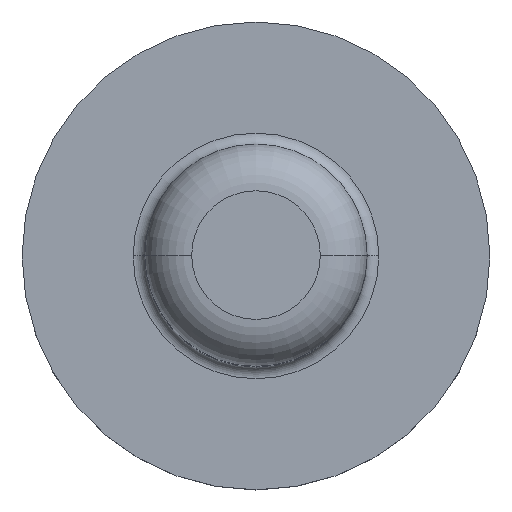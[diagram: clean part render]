
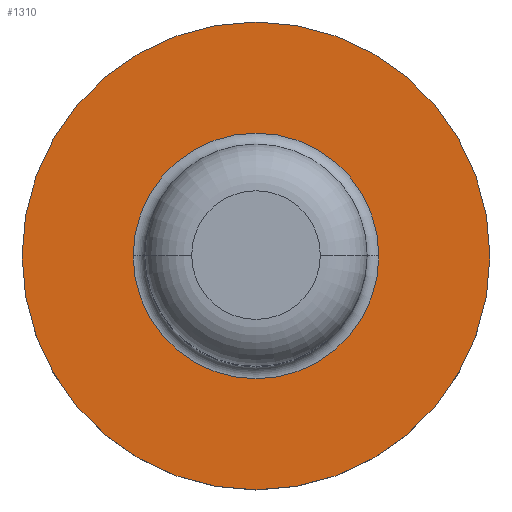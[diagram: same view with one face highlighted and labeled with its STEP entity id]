
A CAD part, top view. The second image highlights one B-rep face of the part: STEP entity #1310.
In plain terms, the highlighted face is planar.
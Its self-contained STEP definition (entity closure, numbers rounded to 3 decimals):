
#960=CARTESIAN_POINT('',(29.007,37.057,-4.382));
#970=DIRECTION('',(0.,1.,0.));
#980=DIRECTION('',(-1.,0.,0.));
#990=AXIS2_PLACEMENT_3D('',#960,#970,#980);
#1000=PLANE('',#990);
#1010=CARTESIAN_POINT('',(35.922,37.057,-11.464));
#1020=DIRECTION('',(0.,1.,0.));
#1030=DIRECTION('',(-1.,0.,0.));
#1040=AXIS2_PLACEMENT_3D('',#1010,#1020,#1030);
#1050=CIRCLE('',#1040,5.25);
#1060=CARTESIAN_POINT('',(30.672,37.057,-11.464));
#1070=VERTEX_POINT('',#1060);
#1080=CARTESIAN_POINT('',(41.172,37.057,-11.464));
#1090=VERTEX_POINT('',#1080);
#1100=EDGE_CURVE('',#1070,#1090,#1050,.T.);
#1110=ORIENTED_EDGE('',*,*,#1100,.F.);
#1120=EDGE_CURVE('',#1090,#1070,#1050,.T.);
#1130=ORIENTED_EDGE('',*,*,#1120,.F.);
#1140=EDGE_LOOP('',(#1130,#1110));
#1150=FACE_BOUND('',#1140,.T.);
#1160=CARTESIAN_POINT('',(35.922,37.057,-11.464));
#1170=DIRECTION('',(0.,1.,0.));
#1180=DIRECTION('',(-1.,0.,0.));
#1190=AXIS2_PLACEMENT_3D('',#1160,#1170,#1180);
#1200=CIRCLE('',#1190,10.);
#1210=CARTESIAN_POINT('',(25.922,37.057,-11.464));
#1220=VERTEX_POINT('',#1210);
#1230=CARTESIAN_POINT('',(45.922,37.057,-11.464));
#1240=VERTEX_POINT('',#1230);
#1250=EDGE_CURVE('',#1220,#1240,#1200,.T.);
#1260=ORIENTED_EDGE('',*,*,#1250,.T.);
#1270=EDGE_CURVE('',#1240,#1220,#1200,.T.);
#1280=ORIENTED_EDGE('',*,*,#1270,.T.);
#1290=EDGE_LOOP('',(#1280,#1260));
#1300=FACE_OUTER_BOUND('',#1290,.T.);
#1310=ADVANCED_FACE('',(#1150,#1300),#1000,.T.);
